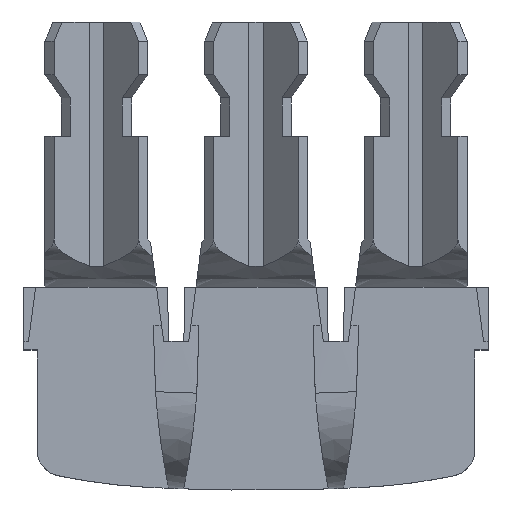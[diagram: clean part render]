
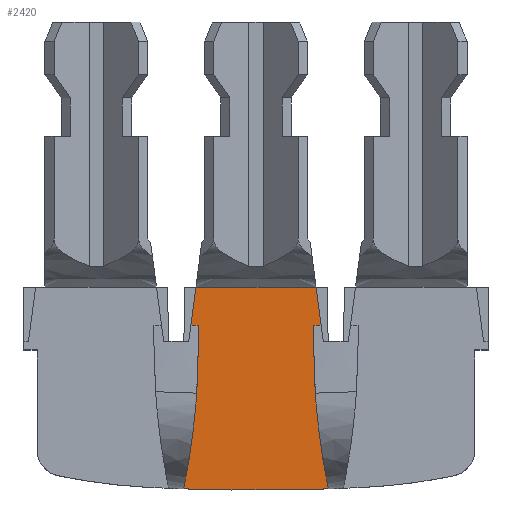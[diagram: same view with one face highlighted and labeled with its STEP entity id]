
A CAD part, top view. The second image highlights one B-rep face of the part: STEP entity #2420.
In plain terms, the highlighted face is planar.
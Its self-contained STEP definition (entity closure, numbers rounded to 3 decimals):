
#1520=CARTESIAN_POINT('',(-95.357,-129.565,
-50.125));
#1530=DIRECTION('',(1.,0.,0.));
#1540=DIRECTION('',(0.,0.,-1.));
#1550=AXIS2_PLACEMENT_3D('',#1520,#1530,#1540);
#1560=PLANE('',#1550);
#1570=CARTESIAN_POINT('',(-95.357,177.327,
-25.));
#1580=DIRECTION('',(-1.,0.,0.));
#1590=DIRECTION('',(0.,0.,-1.));
#1600=AXIS2_PLACEMENT_3D('',#1570,#1580,#1590);
#1610=CIRCLE('',#1600,320.);
#1620=CARTESIAN_POINT('',(-95.357,-142.472,
-36.335));
#1630=VERTEX_POINT('',#1620);
#1640=CARTESIAN_POINT('',(-95.357,-142.472,
-13.665));
#1650=VERTEX_POINT('',#1640);
#1660=EDGE_CURVE('',#1630,#1650,#1610,.T.);
#1670=ORIENTED_EDGE('',*,*,#1660,.F.);
#1680=CARTESIAN_POINT('',(-95.357,-119.415,
99.));
#1690=DIRECTION('',(-1.,0.,0.));
#1700=DIRECTION('',(0.,0.,1.));
#1710=AXIS2_PLACEMENT_3D('',#1680,#1690,#1700);
#1720=CIRCLE('',#1710,115.);
#1730=CARTESIAN_POINT('',(-95.357,-119.415,
-16.));
#1740=VERTEX_POINT('',#1730);
#1750=EDGE_CURVE('',#1740,#1650,#1720,.T.);
#1760=ORIENTED_EDGE('',*,*,#1750,.T.);
#1770=CARTESIAN_POINT('',(-95.357,0.,-16.));
#1780=DIRECTION('',(0.,1.,0.));
#1790=VECTOR('',#1780,1.);
#1800=LINE('',#1770,#1790);
#1810=CARTESIAN_POINT('',(-95.357,-116.865,
-16.));
#1820=VERTEX_POINT('',#1810);
#1830=EDGE_CURVE('',#1740,#1820,#1800,.T.);
#1840=ORIENTED_EDGE('',*,*,#1830,.F.);
#1850=CARTESIAN_POINT('',(-95.357,-116.865,0.));
#1860=DIRECTION('',(0.,0.,-1.));
#1870=VECTOR('',#1860,1.);
#1880=LINE('',#1850,#1870);
#1890=CARTESIAN_POINT('',(-95.357,-116.865,
-14.794));
#1900=VERTEX_POINT('',#1890);
#1910=EDGE_CURVE('',#1900,#1820,#1880,.T.);
#1920=ORIENTED_EDGE('',*,*,#1910,.T.);
#1930=CARTESIAN_POINT('',(-95.357,0.,-30.208));
#1940=DIRECTION('',(0.,-0.991,
0.131));
#1950=VECTOR('',#1940,1.);
#1960=LINE('',#1930,#1950);
#1970=CARTESIAN_POINT('',(-95.357,-110.865,
-15.585));
#1980=VERTEX_POINT('',#1970);
#1990=EDGE_CURVE('',#1980,#1900,#1960,.T.);
#2000=ORIENTED_EDGE('',*,*,#1990,.T.);
#2010=CARTESIAN_POINT('',(-95.357,-110.865,0.));
#2020=DIRECTION('',(0.,0.,-1.));
#2030=VECTOR('',#2020,1.);
#2040=LINE('',#2010,#2030);
#2050=CARTESIAN_POINT('',(-95.357,-110.865,
-34.414));
#2060=VERTEX_POINT('',#2050);
#2070=EDGE_CURVE('',#1980,#2060,#2040,.T.);
#2080=ORIENTED_EDGE('',*,*,#2070,.F.);
#2090=CARTESIAN_POINT('',(-95.357,0.,-19.791));
#2100=DIRECTION('',(0.,0.991,
0.131));
#2110=VECTOR('',#2100,1.);
#2120=LINE('',#2090,#2110);
#2130=CARTESIAN_POINT('',(-95.357,-116.865,
-35.205));
#2140=VERTEX_POINT('',#2130);
#2150=EDGE_CURVE('',#2140,#2060,#2120,.T.);
#2160=ORIENTED_EDGE('',*,*,#2150,.T.);
#2170=CARTESIAN_POINT('',(-95.357,-116.865,0.));
#2180=DIRECTION('',(0.,0.,1.));
#2190=VECTOR('',#2180,1.);
#2200=LINE('',#2170,#2190);
#2210=CARTESIAN_POINT('',(-95.357,-116.865,
-34.));
#2220=VERTEX_POINT('',#2210);
#2230=EDGE_CURVE('',#2140,#2220,#2200,.T.);
#2240=ORIENTED_EDGE('',*,*,#2230,.F.);
#2250=CARTESIAN_POINT('',(-95.357,0.,-34.));
#2260=DIRECTION('',(0.,-1.,0.));
#2270=VECTOR('',#2260,1.);
#2280=LINE('',#2250,#2270);
#2290=CARTESIAN_POINT('',(-95.357,-119.415,
-34.));
#2300=VERTEX_POINT('',#2290);
#2310=EDGE_CURVE('',#2220,#2300,#2280,.T.);
#2320=ORIENTED_EDGE('',*,*,#2310,.F.);
#2330=CARTESIAN_POINT('',(-95.357,-119.415,
-149.));
#2340=DIRECTION('',(1.,0.,0.));
#2350=DIRECTION('',(0.,0.,-1.));
#2360=AXIS2_PLACEMENT_3D('',#2330,#2340,#2350);
#2370=CIRCLE('',#2360,115.);
#2380=EDGE_CURVE('',#2300,#1630,#2370,.T.);
#2390=ORIENTED_EDGE('',*,*,#2380,.F.);
#2400=EDGE_LOOP('',(#2390,#2320,#2240,#2160,#2080,#2000,#1920,#1840,
#1760,#1670));
#2410=FACE_OUTER_BOUND('',#2400,.T.);
#2420=ADVANCED_FACE('',(#2410),#1560,.T.);
